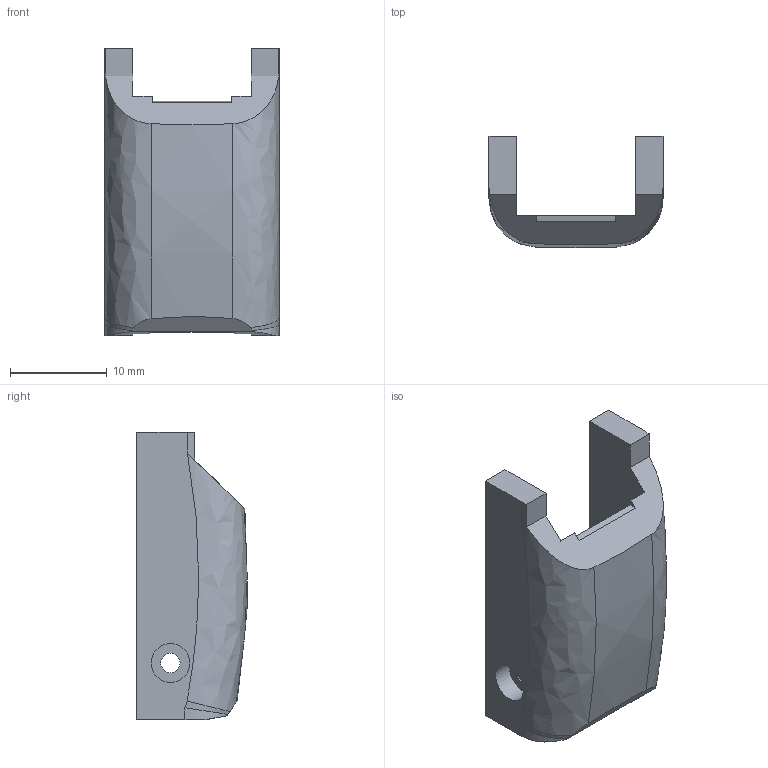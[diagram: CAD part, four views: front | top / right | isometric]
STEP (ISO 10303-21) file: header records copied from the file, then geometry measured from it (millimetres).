
FILE_DESCRIPTION(/* description */ (''),/* implementation_level */ '2;1');
FILE_NAME(/* name */ 'Front.step',/* time_stamp */ '2019-01-12T21:25:50+01:00',/* author */ (''),/* organization */ (''),/* preprocessor_version */ 'ST-DEVELOPER v17.2',/* originating_system */ 'Autodesk Translation Framework v7.6.0.251',/* authorisation */ '');
FILE_SCHEMA (('AUTOMOTIVE_DESIGN { 1 0 10303 214 3 1 1 }'));
Length unit declared in the file: millimetre
Products named in the file (1): FusionComponent
Bounding box: 18 x 11.45 x 29.7 mm (x, y, z)
Volume: 2224.3 mm3; surface area: 2075.3 mm2
Topology: 1 solids, 1 shells, 38 faces, 101 edges, 67 vertices
Faces by surface type: plane 25, cylinder 6, bspline 5, torus 2
Full cylindrical faces by diameter (mm): 2 x2, 4 x2
Entity records: 1455 total; most frequent: CARTESIAN_POINT 496, ORIENTED_EDGE 202, DIRECTION 166, EDGE_CURVE 101, VERTEX_POINT 67, LINE 64, VECTOR 64, AXIS2_PLACEMENT_3D 51
